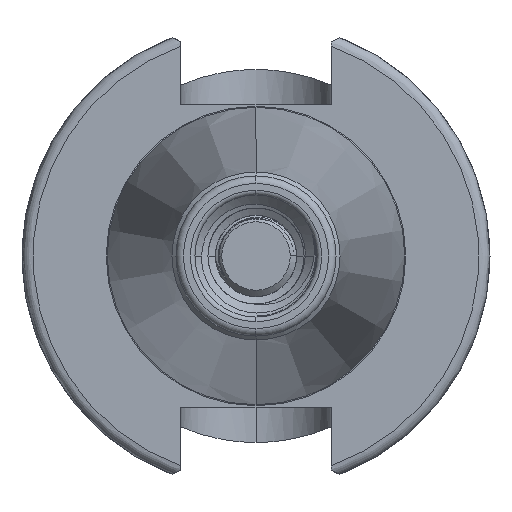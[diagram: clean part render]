
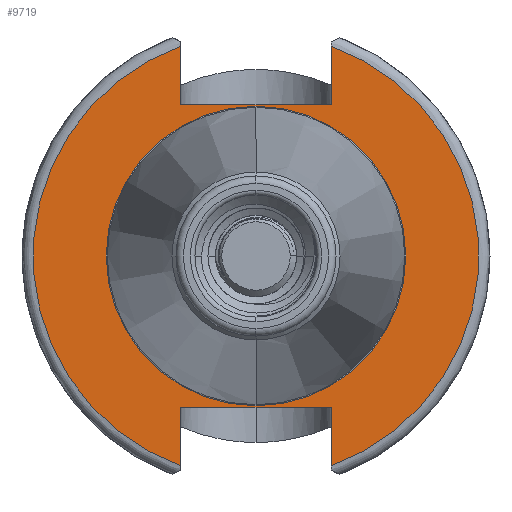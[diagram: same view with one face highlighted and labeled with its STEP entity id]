
A CAD part, left-side view. The second image highlights one B-rep face of the part: STEP entity #9719.
In plain terms, the highlighted planar face has unit normal (-1, 0, 0).
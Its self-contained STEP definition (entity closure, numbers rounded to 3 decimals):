
#252 = FACE_BOUND ( 'NONE', #16161, .T. ) ;
#289 = FACE_OUTER_BOUND ( 'NONE', #16149, .T. ) ;
#797 = VECTOR ( 'NONE', #5347, 1000. ) ;
#805 = VECTOR ( 'NONE', #5076, 1000. ) ;
#808 = CIRCLE ( 'NONE', #3941, 23.9 ) ;
#814 = LINE ( 'NONE', #5022, #820 ) ;
#820 = VECTOR ( 'NONE', #5034, 1000. ) ;
#835 = LINE ( 'NONE', #5322, #797 ) ;
#840 = LINE ( 'NONE', #5089, #805 ) ;
#843 = CIRCLE ( 'NONE', #3959, 16.062 ) ;
#861 = VECTOR ( 'NONE', #5723, 1000. ) ;
#871 = VECTOR ( 'NONE', #5664, 1000. ) ;
#889 = LINE ( 'NONE', #5739, #861 ) ;
#900 = LINE ( 'NONE', #5660, #871 ) ;
#1064 = VERTEX_POINT ( 'NONE', #4444 ) ;
#1080 = VERTEX_POINT ( 'NONE', #4438 ) ;
#1340 = CIRCLE ( 'NONE', #3861, 16.062 ) ;
#1433 = CIRCLE ( 'NONE', #3932, 23.9 ) ;
#1440 = LINE ( 'NONE', #9503, #1462 ) ;
#1462 = VECTOR ( 'NONE', #9485, 1000. ) ;
#2799 = EDGE_CURVE ( 'NONE', #15758, #15761, #1340, .T. ) ;
#2949 = EDGE_CURVE ( 'NONE', #1080, #1064, #1433, .T. ) ;
#2976 = EDGE_CURVE ( 'NONE', #1064, #15792, #1440, .T. ) ;
#3066 = EDGE_CURVE ( 'NONE', #1080, #15789, #814, .T. ) ;
#3081 = EDGE_CURVE ( 'NONE', #15789, #15787, #840, .T. ) ;
#3099 = EDGE_CURVE ( 'NONE', #15830, #15818, #808, .T. ) ;
#3122 = EDGE_CURVE ( 'NONE', #15792, #15790, #835, .T. ) ;
#3149 = EDGE_CURVE ( 'NONE', #15761, #15758, #843, .T. ) ;
#3177 = EDGE_CURVE ( 'NONE', #15818, #15787, #900, .T. ) ;
#3187 = EDGE_CURVE ( 'NONE', #15830, #15790, #889, .T. ) ;
#3861 = AXIS2_PLACEMENT_3D ( 'NONE', #9016, #9001, #9023 ) ;
#3932 = AXIS2_PLACEMENT_3D ( 'NONE', #9353, #9354, #9355 ) ;
#3941 = AXIS2_PLACEMENT_3D ( 'NONE', #5300, #5307, #5308 ) ;
#3959 = AXIS2_PLACEMENT_3D ( 'NONE', #5433, #5450, #5425 ) ;
#4438 = CARTESIAN_POINT ( 'NONE',  ( -4., 8.075, 22.495 ) ) ;
#4444 = CARTESIAN_POINT ( 'NONE',  ( -4., 8.075, -22.495 ) ) ;
#5022 = CARTESIAN_POINT ( 'NONE',  ( -4., 8.075, 25.1 ) ) ;
#5034 = DIRECTION ( 'NONE',  ( 0., 0., -1. ) ) ;
#5076 = DIRECTION ( 'NONE',  ( 0., -1., 0. ) ) ;
#5089 = CARTESIAN_POINT ( 'NONE',  ( -4., -8.075, 16.2 ) ) ;
#5300 = CARTESIAN_POINT ( 'NONE',  ( -4., 0., 0. ) ) ;
#5307 = DIRECTION ( 'NONE',  ( -1., 0., 0. ) ) ;
#5308 = DIRECTION ( 'NONE',  ( 0., 0., 1. ) ) ;
#5322 = CARTESIAN_POINT ( 'NONE',  ( -4., -8.075, -16.2 ) ) ;
#5347 = DIRECTION ( 'NONE',  ( 0., -1., 0. ) ) ;
#5425 = DIRECTION ( 'NONE',  ( 0., 0., 1. ) ) ;
#5433 = CARTESIAN_POINT ( 'NONE',  ( -4., 0., 0. ) ) ;
#5450 = DIRECTION ( 'NONE',  ( -1., 0., 0. ) ) ;
#5660 = CARTESIAN_POINT ( 'NONE',  ( -4., -8.075, 25.1 ) ) ;
#5664 = DIRECTION ( 'NONE',  ( 0., 0., -1. ) ) ;
#5723 = DIRECTION ( 'NONE',  ( 0., 0., 1. ) ) ;
#5739 = CARTESIAN_POINT ( 'NONE',  ( -4., -8.075, -25.1 ) ) ;
#7514 = AXIS2_PLACEMENT_3D ( 'NONE', #14077, #14109, #14068 ) ;
#9001 = DIRECTION ( 'NONE',  ( -1., 0., 0. ) ) ;
#9016 = CARTESIAN_POINT ( 'NONE',  ( -4., 0., 0. ) ) ;
#9023 = DIRECTION ( 'NONE',  ( 0., 0., 1. ) ) ;
#9353 = CARTESIAN_POINT ( 'NONE',  ( -4., 0., 0. ) ) ;
#9354 = DIRECTION ( 'NONE',  ( -1., 0., 0. ) ) ;
#9355 = DIRECTION ( 'NONE',  ( 0., 0., 1. ) ) ;
#9485 = DIRECTION ( 'NONE',  ( 0., 0., 1. ) ) ;
#9503 = CARTESIAN_POINT ( 'NONE',  ( -4., 8.075, -25.1 ) ) ;
#9719 = ADVANCED_FACE ( 'NONE', ( #289, #252 ), #14095, .F. ) ;
#12907 = ORIENTED_EDGE ( 'NONE', *, *, #3066, .F. ) ;
#12911 = ORIENTED_EDGE ( 'NONE', *, *, #3177, .T. ) ;
#12919 = ORIENTED_EDGE ( 'NONE', *, *, #3122, .T. ) ;
#12921 = ORIENTED_EDGE ( 'NONE', *, *, #3149, .F. ) ;
#12934 = ORIENTED_EDGE ( 'NONE', *, *, #2976, .T. ) ;
#12943 = ORIENTED_EDGE ( 'NONE', *, *, #3081, .F. ) ;
#12947 = ORIENTED_EDGE ( 'NONE', *, *, #3187, .F. ) ;
#12986 = ORIENTED_EDGE ( 'NONE', *, *, #2799, .F. ) ;
#13444 = ORIENTED_EDGE ( 'NONE', *, *, #3099, .T. ) ;
#13611 = ORIENTED_EDGE ( 'NONE', *, *, #2949, .T. ) ;
#14068 = DIRECTION ( 'NONE',  ( 0., 0., -1. ) ) ;
#14077 = CARTESIAN_POINT ( 'NONE',  ( -4., 16.062, 0. ) ) ;
#14095 = PLANE ( 'NONE',  #7514 ) ;
#14109 = DIRECTION ( 'NONE',  ( 1., 0., 0. ) ) ;
#15280 = CARTESIAN_POINT ( 'NONE',  ( -4., -8.075, 16.2 ) ) ;
#15296 = CARTESIAN_POINT ( 'NONE',  ( -4., 0., -16.062 ) ) ;
#15298 = CARTESIAN_POINT ( 'NONE',  ( -4., -8.075, -16.2 ) ) ;
#15304 = CARTESIAN_POINT ( 'NONE',  ( -4., 8.075, 16.2 ) ) ;
#15305 = CARTESIAN_POINT ( 'NONE',  ( -4., 8.075, -16.2 ) ) ;
#15322 = CARTESIAN_POINT ( 'NONE',  ( -4., 0., 16.062 ) ) ;
#15344 = CARTESIAN_POINT ( 'NONE',  ( -4., -8.075, 22.495 ) ) ;
#15350 = CARTESIAN_POINT ( 'NONE',  ( -4., -8.075, -22.495 ) ) ;
#15758 = VERTEX_POINT ( 'NONE', #15296 ) ;
#15761 = VERTEX_POINT ( 'NONE', #15322 ) ;
#15787 = VERTEX_POINT ( 'NONE', #15280 ) ;
#15789 = VERTEX_POINT ( 'NONE', #15304 ) ;
#15790 = VERTEX_POINT ( 'NONE', #15298 ) ;
#15792 = VERTEX_POINT ( 'NONE', #15305 ) ;
#15818 = VERTEX_POINT ( 'NONE', #15344 ) ;
#15830 = VERTEX_POINT ( 'NONE', #15350 ) ;
#16149 = EDGE_LOOP ( 'NONE', ( #13611, #12934, #12919, #12947, #13444, #12911, #12943, #12907 ) ) ;
#16161 = EDGE_LOOP ( 'NONE', ( #12921, #12986 ) ) ;
